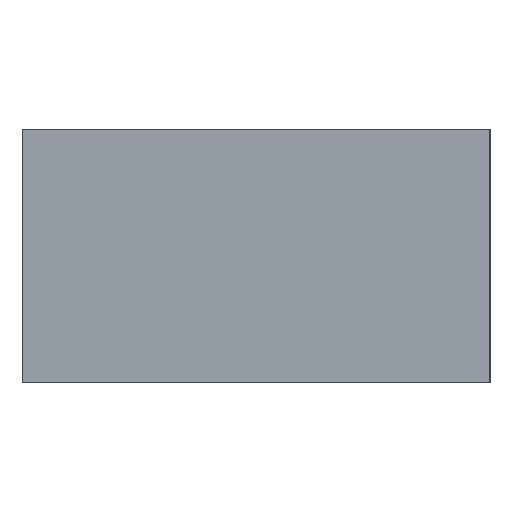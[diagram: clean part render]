
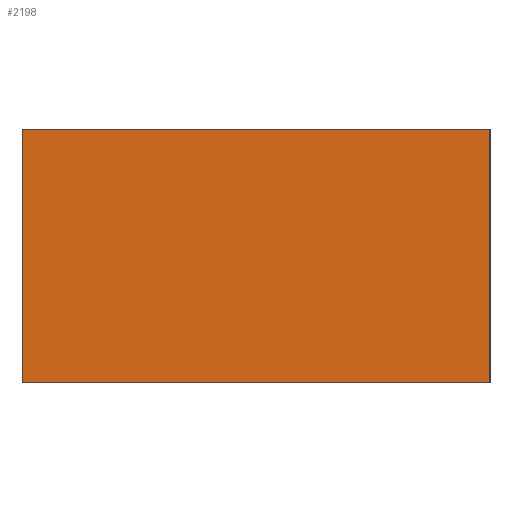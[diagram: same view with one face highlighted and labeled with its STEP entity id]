
A CAD part, left-side view. The second image highlights one B-rep face of the part: STEP entity #2198.
In plain terms, the highlighted planar face has unit normal (-1, 0, 0).
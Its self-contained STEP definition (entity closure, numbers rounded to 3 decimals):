
#169=ORIENTED_EDGE('',*,*,#604,.T.);
#170=ORIENTED_EDGE('',*,*,#568,.F.);
#171=ORIENTED_EDGE('',*,*,#605,.T.);
#172=ORIENTED_EDGE('',*,*,#606,.T.);
#568=EDGE_CURVE('',#785,#780,#932,.T.);
#604=EDGE_CURVE('',#821,#780,#953,.T.);
#605=EDGE_CURVE('',#785,#822,#954,.T.);
#606=EDGE_CURVE('',#822,#821,#955,.T.);
#780=VERTEX_POINT('',#2831);
#785=VERTEX_POINT('',#2841);
#821=VERTEX_POINT('',#3055);
#822=VERTEX_POINT('',#3057);
#932=LINE('',#2842,#1104);
#953=LINE('',#3054,#1125);
#954=LINE('',#3056,#1126);
#955=LINE('',#3058,#1127);
#1104=VECTOR('',#2417,1000.);
#1125=VECTOR('',#2452,1000.);
#1126=VECTOR('',#2453,1000.);
#1127=VECTOR('',#2454,1000.);
#1261=EDGE_LOOP('',(#169,#170,#171,#172));
#1379=FACE_BOUND('',#1261,.T.);
#1484=PLANE('',#2301);
#2198=ADVANCED_FACE('',(#1379),#1484,.F.);
#2301=AXIS2_PLACEMENT_3D('',#3053,#2450,#2451);
#2417=DIRECTION('',(0.,0.,-1.));
#2450=DIRECTION('',(1.,0.,0.));
#2451=DIRECTION('',(0.,0.,-1.));
#2452=DIRECTION('',(0.,-1.,0.));
#2453=DIRECTION('',(0.,1.,0.));
#2454=DIRECTION('',(0.,0.,-1.));
#2831=CARTESIAN_POINT('',(-52.5,-25.,0.));
#2841=CARTESIAN_POINT('',(-52.5,-25.,27.1));
#2842=CARTESIAN_POINT('',(-52.5,-25.,15.));
#3053=CARTESIAN_POINT('',(-52.5,25.,15.));
#3054=CARTESIAN_POINT('',(-52.5,25.,0.));
#3055=CARTESIAN_POINT('',(-52.5,25.,0.));
#3056=CARTESIAN_POINT('',(-52.5,-25.,27.1));
#3057=CARTESIAN_POINT('',(-52.5,25.,27.1));
#3058=CARTESIAN_POINT('',(-52.5,25.,15.));
